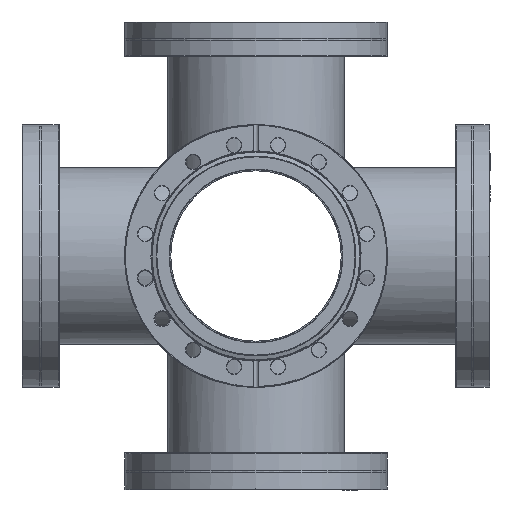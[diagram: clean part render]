
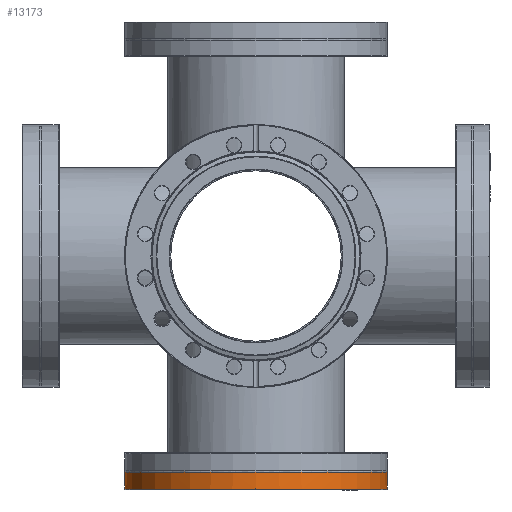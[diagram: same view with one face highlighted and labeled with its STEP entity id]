
A CAD part, front view. The second image highlights one B-rep face of the part: STEP entity #13173.
In plain terms, the highlighted cylindrical face has radius 75.8 mm (diameter 151.6 mm), a full revolution.
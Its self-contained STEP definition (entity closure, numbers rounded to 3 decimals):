
#400 = EDGE_CURVE ( 'NONE', #1554, #6727, #6392, .T. ) ;
#453 = CARTESIAN_POINT ( 'NONE',  ( -0.366, 20.834, -75.799 ) ) ;
#1043 = EDGE_LOOP ( 'NONE', ( #15198 ) ) ;
#1554 = VERTEX_POINT ( 'NONE', #3117 ) ;
#2108 = CIRCLE ( 'NONE', #3111, 75.8 ) ;
#2129 = CARTESIAN_POINT ( 'NONE',  ( -0.184, 20.8, 75.8 ) ) ;
#2426 = DIRECTION ( 'NONE',  ( 0., 0., 1. ) ) ;
#2908 = EDGE_CURVE ( 'NONE', #16954, #1554, #14439, .T. ) ;
#3111 = AXIS2_PLACEMENT_3D ( 'NONE', #20225, #5223, #18658 ) ;
#3117 = CARTESIAN_POINT ( 'NONE',  ( -0.539, 20.9, -75.798 ) ) ;
#3494 = DIRECTION ( 'NONE',  ( 0., -1., 0. ) ) ;
#3565 = CARTESIAN_POINT ( 'NONE',  ( 0.539, 20.9, 75.798 ) ) ;
#3904 = CARTESIAN_POINT ( 'NONE',  ( -0.539, 20.9, -75.798 ) ) ;
#4244 = B_SPLINE_CURVE_WITH_KNOTS ( 'NONE', 3,
 ( #3565, #5270, #6966, #2129, #5421, #20569 ),
 .UNSPECIFIED., .F., .F.,
 ( 4, 2, 4 ),
 ( 0., 0.001, 0.001 ),
 .UNSPECIFIED. ) ;
#4942 = AXIS2_PLACEMENT_3D ( 'NONE', #7124, #8862, #12090 ) ;
#5223 = DIRECTION ( 'NONE',  ( 0., -1., 0. ) ) ;
#5270 = CARTESIAN_POINT ( 'NONE',  ( 0.366, 20.834, 75.799 ) ) ;
#5273 = DIRECTION ( 'NONE',  ( 0., 0., 1. ) ) ;
#5421 = CARTESIAN_POINT ( 'NONE',  ( -0.366, 20.834, 75.799 ) ) ;
#5488 = FACE_OUTER_BOUND ( 'NONE', #6787, .T. ) ;
#5691 = VERTEX_POINT ( 'NONE', #8539 ) ;
#5709 = CARTESIAN_POINT ( 'NONE',  ( -0.539, 20.9, 75.798 ) ) ;
#6375 = AXIS2_PLACEMENT_3D ( 'NONE', #9198, #9169, #2426 ) ;
#6392 = B_SPLINE_CURVE_WITH_KNOTS ( 'NONE', 3,
 ( #3904, #453, #10651, #10355, #21318, #19583 ),
 .UNSPECIFIED., .F., .F.,
 ( 4, 2, 4 ),
 ( 0., 0.001, 0.001 ),
 .UNSPECIFIED. ) ;
#6727 = VERTEX_POINT ( 'NONE', #14441 ) ;
#6787 = EDGE_LOOP ( 'NONE', ( #6891, #10942, #17329, #15952 ) ) ;
#6891 = ORIENTED_EDGE ( 'NONE', *, *, #400, .T. ) ;
#6966 = CARTESIAN_POINT ( 'NONE',  ( 0.184, 20.8, 75.8 ) ) ;
#7124 = CARTESIAN_POINT ( 'NONE',  ( 0., 11.187, 0. ) ) ;
#8539 = CARTESIAN_POINT ( 'NONE',  ( 0., 11.187, 75.8 ) ) ;
#8862 = DIRECTION ( 'NONE',  ( 0., 1., 0. ) ) ;
#9169 = DIRECTION ( 'NONE',  ( 0., 1., 0. ) ) ;
#9198 = CARTESIAN_POINT ( 'NONE',  ( 0., 0., 0. ) ) ;
#10185 = CARTESIAN_POINT ( 'NONE',  ( 0., 20.9, 0. ) ) ;
#10355 = CARTESIAN_POINT ( 'NONE',  ( 0.184, 20.8, -75.8 ) ) ;
#10651 = CARTESIAN_POINT ( 'NONE',  ( -0.184, 20.8, -75.8 ) ) ;
#10942 = ORIENTED_EDGE ( 'NONE', *, *, #12546, .T. ) ;
#11340 = AXIS2_PLACEMENT_3D ( 'NONE', #10185, #3494, #5273 ) ;
#12036 = CIRCLE ( 'NONE', #4942, 75.8 ) ;
#12090 = DIRECTION ( 'NONE',  ( 0., 0., 1. ) ) ;
#12546 = EDGE_CURVE ( 'NONE', #6727, #18763, #2108, .T. ) ;
#13173 = ADVANCED_FACE ( 'NONE', ( #5488, #14682 ), #20551, .T. ) ;
#13317 = EDGE_CURVE ( 'NONE', #5691, #5691, #12036, .T. ) ;
#14439 = CIRCLE ( 'NONE', #11340, 75.8 ) ;
#14441 = CARTESIAN_POINT ( 'NONE',  ( 0.539, 20.9, -75.798 ) ) ;
#14682 = FACE_OUTER_BOUND ( 'NONE', #1043, .T. ) ;
#15198 = ORIENTED_EDGE ( 'NONE', *, *, #13317, .T. ) ;
#15293 = EDGE_CURVE ( 'NONE', #18763, #16954, #4244, .T. ) ;
#15952 = ORIENTED_EDGE ( 'NONE', *, *, #2908, .T. ) ;
#16954 = VERTEX_POINT ( 'NONE', #5709 ) ;
#17329 = ORIENTED_EDGE ( 'NONE', *, *, #15293, .T. ) ;
#18658 = DIRECTION ( 'NONE',  ( 0., 0., 1. ) ) ;
#18763 = VERTEX_POINT ( 'NONE', #19610 ) ;
#19583 = CARTESIAN_POINT ( 'NONE',  ( 0.539, 20.9, -75.798 ) ) ;
#19610 = CARTESIAN_POINT ( 'NONE',  ( 0.539, 20.9, 75.798 ) ) ;
#20225 = CARTESIAN_POINT ( 'NONE',  ( 0., 20.9, 0. ) ) ;
#20551 = CYLINDRICAL_SURFACE ( 'NONE', #6375, 75.8 ) ;
#20569 = CARTESIAN_POINT ( 'NONE',  ( -0.539, 20.9, 75.798 ) ) ;
#21318 = CARTESIAN_POINT ( 'NONE',  ( 0.366, 20.834, -75.799 ) ) ;
